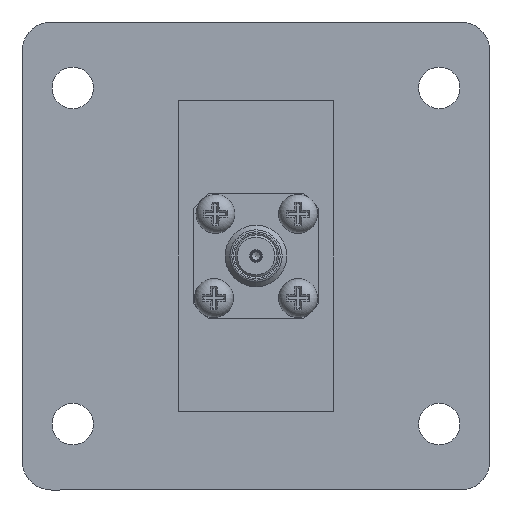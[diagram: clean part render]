
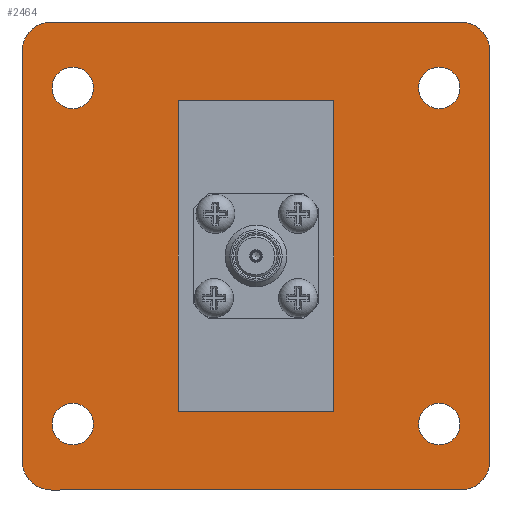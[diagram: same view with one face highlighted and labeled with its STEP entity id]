
A CAD part, left-side view. The second image highlights one B-rep face of the part: STEP entity #2464.
In plain terms, the highlighted planar face has unit normal (-1, 0, 0).
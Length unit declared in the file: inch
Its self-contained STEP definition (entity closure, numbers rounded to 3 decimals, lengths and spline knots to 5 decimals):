
#19 = CIRCLE ( 'NONE', #3224, 0.08347 ) ;
#116 = EDGE_CURVE ( 'NONE', #2416, #565, #3658, .T. ) ;
#172 = CARTESIAN_POINT ( 'NONE',  ( -0.19685, 0.82309, 0.9415 ) ) ;
#214 = EDGE_CURVE ( 'NONE', #2471, #3348, #1963, .T. ) ;
#234 = VECTOR ( 'NONE', #3335, 39.37008 ) ;
#251 = CARTESIAN_POINT ( 'NONE',  ( -0.19685, -0.8231, 0.8234 ) ) ;
#257 = EDGE_CURVE ( 'NONE', #3097, #2471, #1782, .T. ) ;
#286 = ORIENTED_EDGE ( 'NONE', *, *, #1250, .F. ) ;
#298 = DIRECTION ( 'NONE',  ( 1., 0., 0. ) ) ;
#379 = CIRCLE ( 'NONE', #1185, 0.1181 ) ;
#390 = DIRECTION ( 'NONE',  ( 1., 0., 0. ) ) ;
#399 = CARTESIAN_POINT ( 'NONE',  ( -0.19685, -0.7371, 0.67633 ) ) ;
#401 = DIRECTION ( 'NONE',  ( 1., 0., 0. ) ) ;
#402 = AXIS2_PLACEMENT_3D ( 'NONE', #2795, #2702, #1590 ) ;
#417 = CARTESIAN_POINT ( 'NONE',  ( -0.19685, 0.31265, 0.62501 ) ) ;
#460 = CIRCLE ( 'NONE', #898, 0.08347 ) ;
#462 = VERTEX_POINT ( 'NONE', #1942 ) ;
#466 = CIRCLE ( 'NONE', #3509, 0.08347 ) ;
#541 = VERTEX_POINT ( 'NONE', #1715 ) ;
#558 = ORIENTED_EDGE ( 'NONE', *, *, #1045, .F. ) ;
#559 = DIRECTION ( 'NONE',  ( 0., 0., 1. ) ) ;
#563 = EDGE_CURVE ( 'NONE', #2510, #2510, #1077, .T. ) ;
#565 = VERTEX_POINT ( 'NONE', #3000 ) ;
#573 = AXIS2_PLACEMENT_3D ( 'NONE', #3475, #2683, #1853 ) ;
#583 = EDGE_CURVE ( 'NONE', #766, #3152, #1730, .T. ) ;
#599 = LINE ( 'NONE', #2413, #3473 ) ;
#637 = VERTEX_POINT ( 'NONE', #1010 ) ;
#648 = VECTOR ( 'NONE', #3400, 39.37008 ) ;
#690 = DIRECTION ( 'NONE',  ( 0., 0., -1. ) ) ;
#740 = DIRECTION ( 'NONE',  ( 1., 0., 0. ) ) ;
#766 = VERTEX_POINT ( 'NONE', #2246 ) ;
#792 = ORIENTED_EDGE ( 'NONE', *, *, #1723, .F. ) ;
#898 = AXIS2_PLACEMENT_3D ( 'NONE', #2450, #740, #2727 ) ;
#974 = VECTOR ( 'NONE', #2174, 39.37008 ) ;
#1001 = CARTESIAN_POINT ( 'NONE',  ( -0.19685, -0.31265, 0.62501 ) ) ;
#1010 = CARTESIAN_POINT ( 'NONE',  ( -0.19685, -0.9412, -0.8234 ) ) ;
#1045 = EDGE_CURVE ( 'NONE', #462, #3097, #3430, .T. ) ;
#1077 = CIRCLE ( 'NONE', #402, 0.08347 ) ;
#1124 = VECTOR ( 'NONE', #2039, 39.37008 ) ;
#1153 = EDGE_LOOP ( 'NONE', ( #3048, #3484, #558, #792 ) ) ;
#1185 = AXIS2_PLACEMENT_3D ( 'NONE', #2110, #390, #2390 ) ;
#1190 = FACE_BOUND ( 'NONE', #1541, .T. ) ;
#1236 = CARTESIAN_POINT ( 'NONE',  ( -0.19685, 0.31265, 0.62501 ) ) ;
#1250 = EDGE_CURVE ( 'NONE', #1535, #1543, #2941, .T. ) ;
#1256 = ORIENTED_EDGE ( 'NONE', *, *, #3454, .F. ) ;
#1303 = EDGE_CURVE ( 'NONE', #3575, #637, #599, .T. ) ;
#1445 = CARTESIAN_POINT ( 'NONE',  ( -0.19685, 0.73709, -0.67633 ) ) ;
#1473 = VECTOR ( 'NONE', #1657, 39.37008 ) ;
#1519 = ORIENTED_EDGE ( 'NONE', *, *, #583, .F. ) ;
#1535 = VERTEX_POINT ( 'NONE', #2691 ) ;
#1541 = EDGE_LOOP ( 'NONE', ( #2185 ) ) ;
#1543 = VERTEX_POINT ( 'NONE', #2640 ) ;
#1552 = VECTOR ( 'NONE', #3366, 39.37008 ) ;
#1590 = DIRECTION ( 'NONE',  ( 0., 0., -1. ) ) ;
#1657 = DIRECTION ( 'NONE',  ( 0., -1., 0. ) ) ;
#1698 = ORIENTED_EDGE ( 'NONE', *, *, #1796, .F. ) ;
#1715 = CARTESIAN_POINT ( 'NONE',  ( -0.19685, -0.7371, 0.59286 ) ) ;
#1723 = EDGE_CURVE ( 'NONE', #3348, #462, #2176, .T. ) ;
#1728 = DIRECTION ( 'NONE',  ( 0., 0., -1. ) ) ;
#1730 = LINE ( 'NONE', #2396, #974 ) ;
#1750 = EDGE_LOOP ( 'NONE', ( #2228 ) ) ;
#1756 = AXIS2_PLACEMENT_3D ( 'NONE', #2120, #401, #2404 ) ;
#1775 = CARTESIAN_POINT ( 'NONE',  ( -0.19685, 0.31265, -0.62501 ) ) ;
#1782 = LINE ( 'NONE', #2602, #234 ) ;
#1796 = EDGE_CURVE ( 'NONE', #637, #766, #379, .T. ) ;
#1823 = CIRCLE ( 'NONE', #1756, 0.1181 ) ;
#1826 = EDGE_CURVE ( 'NONE', #1543, #2416, #1823, .T. ) ;
#1834 = DIRECTION ( 'NONE',  ( 0., 0., 1. ) ) ;
#1853 = DIRECTION ( 'NONE',  ( 0., 0., 1. ) ) ;
#1863 = FACE_BOUND ( 'NONE', #1153, .T. ) ;
#1878 = CARTESIAN_POINT ( 'NONE',  ( -0.19685, 0.82309, -0.9415 ) ) ;
#1883 = CARTESIAN_POINT ( 'NONE',  ( -0.19685, -0.31265, 0.62501 ) ) ;
#1942 = CARTESIAN_POINT ( 'NONE',  ( -0.19685, -0.31265, -0.62501 ) ) ;
#1951 = FACE_BOUND ( 'NONE', #2043, .T. ) ;
#1963 = LINE ( 'NONE', #1236, #1124 ) ;
#1979 = CARTESIAN_POINT ( 'NONE',  ( -0.19685, 0.31265, -0.62501 ) ) ;
#1985 = AXIS2_PLACEMENT_3D ( 'NONE', #2038, #298, #2319 ) ;
#2006 = CARTESIAN_POINT ( 'NONE',  ( -0.19685, 0.73709, 0.59286 ) ) ;
#2038 = CARTESIAN_POINT ( 'NONE',  ( -0.19685, 0.82309, -0.8234 ) ) ;
#2039 = DIRECTION ( 'NONE',  ( 0., 0., -1. ) ) ;
#2043 = EDGE_LOOP ( 'NONE', ( #2405 ) ) ;
#2089 = CARTESIAN_POINT ( 'NONE',  ( -0.19685, 0.82309, 0.9415 ) ) ;
#2110 = CARTESIAN_POINT ( 'NONE',  ( -0.19685, -0.8231, -0.8234 ) ) ;
#2120 = CARTESIAN_POINT ( 'NONE',  ( -0.19685, 0.82309, 0.8234 ) ) ;
#2124 = PLANE ( 'NONE',  #573 ) ;
#2152 = EDGE_CURVE ( 'NONE', #565, #3575, #2886, .T. ) ;
#2174 = DIRECTION ( 'NONE',  ( 0., 1., 0. ) ) ;
#2176 = LINE ( 'NONE', #1775, #648 ) ;
#2177 = EDGE_CURVE ( 'NONE', #2242, #2242, #466, .T. ) ;
#2185 = ORIENTED_EDGE ( 'NONE', *, *, #3161, .T. ) ;
#2228 = ORIENTED_EDGE ( 'NONE', *, *, #3031, .T. ) ;
#2242 = VERTEX_POINT ( 'NONE', #3610 ) ;
#2246 = CARTESIAN_POINT ( 'NONE',  ( -0.19685, -0.8231, -0.9415 ) ) ;
#2273 = DIRECTION ( 'NONE',  ( 1., 0., 0. ) ) ;
#2319 = DIRECTION ( 'NONE',  ( 0., 0., 1. ) ) ;
#2363 = DIRECTION ( 'NONE',  ( 0., 0., -1. ) ) ;
#2390 = DIRECTION ( 'NONE',  ( 0., 0., -1. ) ) ;
#2396 = CARTESIAN_POINT ( 'NONE',  ( -0.19685, 0.82309, -0.9415 ) ) ;
#2402 = DIRECTION ( 'NONE',  ( 1., 0., 0. ) ) ;
#2404 = DIRECTION ( 'NONE',  ( 0., 0., 1. ) ) ;
#2405 = ORIENTED_EDGE ( 'NONE', *, *, #563, .T. ) ;
#2409 = ORIENTED_EDGE ( 'NONE', *, *, #1303, .F. ) ;
#2413 = CARTESIAN_POINT ( 'NONE',  ( -0.19685, -0.9412, -0.8234 ) ) ;
#2416 = VERTEX_POINT ( 'NONE', #2089 ) ;
#2450 = CARTESIAN_POINT ( 'NONE',  ( -0.19685, 0.73709, 0.67633 ) ) ;
#2464 = ADVANCED_FACE ( 'NONE', ( #1190, #2604, #1951, #3311, #3382, #1863 ), #2124, .T. ) ;
#2471 = VERTEX_POINT ( 'NONE', #417 ) ;
#2495 = ORIENTED_EDGE ( 'NONE', *, *, #2177, .T. ) ;
#2510 = VERTEX_POINT ( 'NONE', #3337 ) ;
#2602 = CARTESIAN_POINT ( 'NONE',  ( -0.19685, 0.31265, 0.62501 ) ) ;
#2604 = FACE_BOUND ( 'NONE', #1750, .T. ) ;
#2640 = CARTESIAN_POINT ( 'NONE',  ( -0.19685, 0.94119, 0.8234 ) ) ;
#2664 = ORIENTED_EDGE ( 'NONE', *, *, #2152, .F. ) ;
#2683 = DIRECTION ( 'NONE',  ( -1., 0., 0. ) ) ;
#2691 = CARTESIAN_POINT ( 'NONE',  ( -0.19685, 0.94119, -0.8234 ) ) ;
#2702 = DIRECTION ( 'NONE',  ( 1., 0., 0. ) ) ;
#2723 = VERTEX_POINT ( 'NONE', #2006 ) ;
#2727 = DIRECTION ( 'NONE',  ( 0., 0., -1. ) ) ;
#2755 = ORIENTED_EDGE ( 'NONE', *, *, #116, .F. ) ;
#2795 = CARTESIAN_POINT ( 'NONE',  ( -0.19685, -0.7371, -0.67633 ) ) ;
#2807 = AXIS2_PLACEMENT_3D ( 'NONE', #251, #2273, #559 ) ;
#2886 = CIRCLE ( 'NONE', #2807, 0.1181 ) ;
#2907 = CARTESIAN_POINT ( 'NONE',  ( -0.19685, -0.9412, 0.8234 ) ) ;
#2941 = LINE ( 'NONE', #3470, #1552 ) ;
#2966 = EDGE_LOOP ( 'NONE', ( #2495 ) ) ;
#3000 = CARTESIAN_POINT ( 'NONE',  ( -0.19685, -0.8231, 0.9415 ) ) ;
#3031 = EDGE_CURVE ( 'NONE', #541, #541, #19, .T. ) ;
#3048 = ORIENTED_EDGE ( 'NONE', *, *, #214, .F. ) ;
#3097 = VERTEX_POINT ( 'NONE', #1001 ) ;
#3152 = VERTEX_POINT ( 'NONE', #1878 ) ;
#3161 = EDGE_CURVE ( 'NONE', #2723, #2723, #460, .T. ) ;
#3181 = CIRCLE ( 'NONE', #1985, 0.1181 ) ;
#3224 = AXIS2_PLACEMENT_3D ( 'NONE', #399, #2402, #690 ) ;
#3311 = FACE_BOUND ( 'NONE', #2966, .T. ) ;
#3335 = DIRECTION ( 'NONE',  ( 0., 1., 0. ) ) ;
#3337 = CARTESIAN_POINT ( 'NONE',  ( -0.19685, -0.7371, -0.7598 ) ) ;
#3348 = VERTEX_POINT ( 'NONE', #1979 ) ;
#3353 = VECTOR ( 'NONE', #1834, 39.37008 ) ;
#3362 = DIRECTION ( 'NONE',  ( 1., 0., 0. ) ) ;
#3366 = DIRECTION ( 'NONE',  ( 0., 0., 1. ) ) ;
#3382 = FACE_OUTER_BOUND ( 'NONE', #3455, .T. ) ;
#3400 = DIRECTION ( 'NONE',  ( 0., -1., 0. ) ) ;
#3401 = ORIENTED_EDGE ( 'NONE', *, *, #1826, .F. ) ;
#3430 = LINE ( 'NONE', #1883, #3353 ) ;
#3454 = EDGE_CURVE ( 'NONE', #3152, #1535, #3181, .T. ) ;
#3455 = EDGE_LOOP ( 'NONE', ( #2664, #2755, #3401, #286, #1256, #1519, #1698, #2409 ) ) ;
#3470 = CARTESIAN_POINT ( 'NONE',  ( -0.19685, 0.94119, -0.8234 ) ) ;
#3473 = VECTOR ( 'NONE', #2363, 39.37008 ) ;
#3475 = CARTESIAN_POINT ( 'NONE',  ( -0.19685, -0.8231, 0.8234 ) ) ;
#3484 = ORIENTED_EDGE ( 'NONE', *, *, #257, .F. ) ;
#3509 = AXIS2_PLACEMENT_3D ( 'NONE', #1445, #3362, #1728 ) ;
#3575 = VERTEX_POINT ( 'NONE', #2907 ) ;
#3610 = CARTESIAN_POINT ( 'NONE',  ( -0.19685, 0.73709, -0.7598 ) ) ;
#3658 = LINE ( 'NONE', #172, #1473 ) ;
